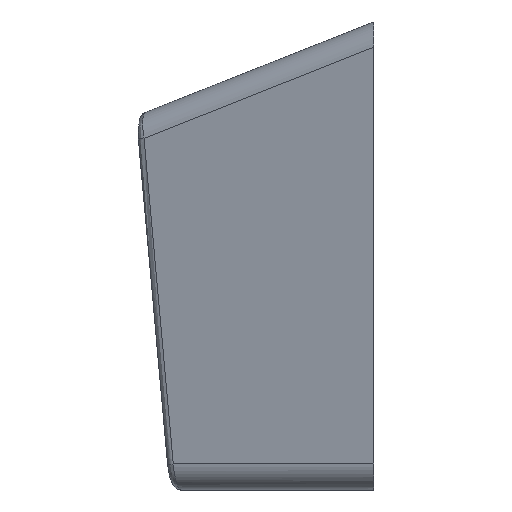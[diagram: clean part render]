
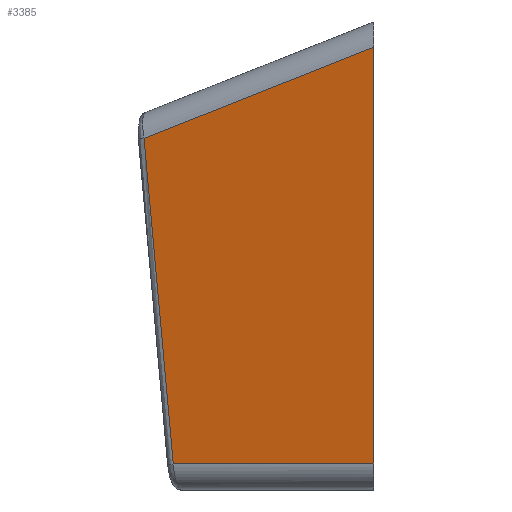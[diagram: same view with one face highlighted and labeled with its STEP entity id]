
A CAD part, left-side view. The second image highlights one B-rep face of the part: STEP entity #3385.
In plain terms, the highlighted planar face has unit normal (-0.964, 0.267, 0).
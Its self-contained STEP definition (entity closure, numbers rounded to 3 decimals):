
#1596 = PLANE('',#1597);
#1597 = AXIS2_PLACEMENT_3D('',#1598,#1599,#1600);
#1598 = CARTESIAN_POINT('',(0.,0.,0.));
#1599 = DIRECTION('',(0.,1.,0.));
#1600 = DIRECTION('',(0.,-0.,1.));
#1760 = VERTEX_POINT('',#1761);
#1761 = CARTESIAN_POINT('',(-9.26,7.718,
    -8.));
#1803 = CYLINDRICAL_SURFACE('',#1804,1.);
#1804 = AXIS2_PLACEMENT_3D('',#1805,#1806,#1807);
#1805 = CARTESIAN_POINT('',(-10.436,-0.267,-8.));
#1806 = DIRECTION('',(0.267,0.964,0.)
  );
#1807 = DIRECTION('',(-0.681,0.189,-0.707));
#1995 = B_SPLINE_SURFACE_WITH_KNOTS('',3,3,(
    (#1996,#1997,#1998,#1999)
    ,(#2000,#2001,#2002,#2003)
    ,(#2004,#2005,#2006,#2007)
    ,(#2008,#2009,#2010,#2011)
    ,(#2012,#2013,#2014,#2015
  )),.UNSPECIFIED.,.F.,.F.,.F.,(4,1,4),(4,4),(0.,0.5,1.),(0.105
    ,1.363),.UNSPECIFIED.);
#1996 = CARTESIAN_POINT('',(-8.573,9.048,
    4.501));
#1997 = CARTESIAN_POINT('',(-8.676,8.673,
    0.324));
#1998 = CARTESIAN_POINT('',(-8.778,8.298,
    -3.852));
#1999 = CARTESIAN_POINT('',(-8.881,7.922,
    -8.028));
#2000 = CARTESIAN_POINT('',(-8.649,9.071,4.5
    ));
#2001 = CARTESIAN_POINT('',(-8.752,8.696,0.324
    ));
#2002 = CARTESIAN_POINT('',(-8.855,8.321,
    -3.852));
#2003 = CARTESIAN_POINT('',(-8.958,7.947,
    -8.028));
#2004 = CARTESIAN_POINT('',(-8.821,9.053,
    4.506));
#2005 = CARTESIAN_POINT('',(-8.924,8.679,0.33
    ));
#2006 = CARTESIAN_POINT('',(-9.027,8.304,
    -3.846));
#2007 = CARTESIAN_POINT('',(-9.131,7.93,
    -8.022));
#2008 = CARTESIAN_POINT('',(-8.928,8.919,4.521
    ));
#2009 = CARTESIAN_POINT('',(-9.031,8.544,
    0.345));
#2010 = CARTESIAN_POINT('',(-9.135,8.169,
    -3.831));
#2011 = CARTESIAN_POINT('',(-9.239,7.795,
    -8.007));
#2012 = CARTESIAN_POINT('',(-8.949,8.842,4.528
    ));
#2013 = CARTESIAN_POINT('',(-9.053,8.467,
    0.352));
#2014 = CARTESIAN_POINT('',(-9.157,8.093,
    -3.824));
#2015 = CARTESIAN_POINT('',(-9.26,7.718,-8.
    ));
#2028 = VERTEX_POINT('',#2029);
#2029 = CARTESIAN_POINT('',(-11.4,0.,-8.));
#2073 = EDGE_CURVE('',#2028,#1760,#2074,.T.);
#2074 = SURFACE_CURVE('',#2075,(#2079,#2086),.PCURVE_S1.);
#2075 = LINE('',#2076,#2077);
#2076 = CARTESIAN_POINT('',(-11.4,0.,-8.));
#2077 = VECTOR('',#2078,1.);
#2078 = DIRECTION('',(0.267,0.964,0.)
  );
#2079 = PCURVE('',#1803,#2080);
#2080 = DEFINITIONAL_REPRESENTATION('',(#2081),#2085);
#2081 = LINE('',#2082,#2083);
#2082 = CARTESIAN_POINT('',(0.785,0.));
#2083 = VECTOR('',#2084,1.);
#2084 = DIRECTION('',(0.,1.));
#2085 = ( GEOMETRIC_REPRESENTATION_CONTEXT(2) 
PARAMETRIC_REPRESENTATION_CONTEXT() REPRESENTATION_CONTEXT('2D SPACE',''
  ) );
#2086 = PCURVE('',#2087,#2092);
#2087 = PLANE('',#2088);
#2088 = AXIS2_PLACEMENT_3D('',#2089,#2090,#2091);
#2089 = CARTESIAN_POINT('',(-11.4,0.,9.));
#2090 = DIRECTION('',(0.964,-0.267,0.));
#2091 = DIRECTION('',(0.,0.,-1.));
#2092 = DEFINITIONAL_REPRESENTATION('',(#2093),#2097);
#2093 = LINE('',#2094,#2095);
#2094 = CARTESIAN_POINT('',(17.,0.));
#2095 = VECTOR('',#2096,1.);
#2096 = DIRECTION('',(0.,1.));
#2097 = ( GEOMETRIC_REPRESENTATION_CONTEXT(2) 
PARAMETRIC_REPRESENTATION_CONTEXT() REPRESENTATION_CONTEXT('2D SPACE',''
  ) );
#2955 = VERTEX_POINT('',#2956);
#2956 = CARTESIAN_POINT('',(-8.949,8.842,4.528
    ));
#2975 = CYLINDRICAL_SURFACE('',#2976,1.);
#2976 = AXIS2_PLACEMENT_3D('',#2977,#2978,#2979);
#2977 = CARTESIAN_POINT('',(-9.812,1.983,7.139)
  );
#2978 = DIRECTION('',(0.25,0.9,-0.357));
#2979 = DIRECTION('',(-0.65,0.429,0.627));
#3054 = VERTEX_POINT('',#3055);
#3055 = CARTESIAN_POINT('',(-11.4,0.,8.03));
#3128 = EDGE_CURVE('',#2955,#3054,#3129,.T.);
#3129 = SURFACE_CURVE('',#3130,(#3134,#3141),.PCURVE_S1.);
#3130 = LINE('',#3131,#3132);
#3131 = CARTESIAN_POINT('',(-10.776,2.25,
    7.139));
#3132 = VECTOR('',#3133,1.);
#3133 = DIRECTION('',(-0.25,-0.9,0.357));
#3134 = PCURVE('',#2975,#3135);
#3135 = DEFINITIONAL_REPRESENTATION('',(#3136),#3140);
#3136 = LINE('',#3137,#3138);
#3137 = CARTESIAN_POINT('',(5.547,0.));
#3138 = VECTOR('',#3139,1.);
#3139 = DIRECTION('',(0.,-1.));
#3140 = ( GEOMETRIC_REPRESENTATION_CONTEXT(2) 
PARAMETRIC_REPRESENTATION_CONTEXT() REPRESENTATION_CONTEXT('2D SPACE',''
  ) );
#3141 = PCURVE('',#2087,#3142);
#3142 = DEFINITIONAL_REPRESENTATION('',(#3143),#3147);
#3143 = LINE('',#3144,#3145);
#3144 = CARTESIAN_POINT('',(1.861,2.335));
#3145 = VECTOR('',#3146,1.);
#3146 = DIRECTION('',(-0.357,-0.934));
#3147 = ( GEOMETRIC_REPRESENTATION_CONTEXT(2) 
PARAMETRIC_REPRESENTATION_CONTEXT() REPRESENTATION_CONTEXT('2D SPACE',''
  ) );
#3154 = EDGE_CURVE('',#1760,#2955,#3155,.T.);
#3155 = SURFACE_CURVE('',#3156,(#3161,#3168),.PCURVE_S1.);
#3156 = B_SPLINE_CURVE_WITH_KNOTS('',3,(#3157,#3158,#3159,#3160),
  .UNSPECIFIED.,.F.,.F.,(4,4),(-1.363,-0.105),
  .PIECEWISE_BEZIER_KNOTS.);
#3157 = CARTESIAN_POINT('',(-9.26,7.718,-8.
    ));
#3158 = CARTESIAN_POINT('',(-9.157,8.093,
    -3.824));
#3159 = CARTESIAN_POINT('',(-9.053,8.467,
    0.352));
#3160 = CARTESIAN_POINT('',(-8.949,8.842,4.528
    ));
#3161 = PCURVE('',#1995,#3162);
#3162 = DEFINITIONAL_REPRESENTATION('',(#3163),#3167);
#3163 = LINE('',#3164,#3165);
#3164 = CARTESIAN_POINT('',(1.,0.));
#3165 = VECTOR('',#3166,1.);
#3166 = DIRECTION('',(0.,-1.));
#3167 = ( GEOMETRIC_REPRESENTATION_CONTEXT(2) 
PARAMETRIC_REPRESENTATION_CONTEXT() REPRESENTATION_CONTEXT('2D SPACE',''
  ) );
#3168 = PCURVE('',#2087,#3169);
#3169 = DEFINITIONAL_REPRESENTATION('',(#3170),#3175);
#3170 = B_SPLINE_CURVE_WITH_KNOTS('',3,(#3171,#3172,#3173,#3174),
  .UNSPECIFIED.,.F.,.F.,(4,4),(-1.363,-0.105),
  .PIECEWISE_BEZIER_KNOTS.);
#3171 = CARTESIAN_POINT('',(17.,8.009));
#3172 = CARTESIAN_POINT('',(12.824,8.398));
#3173 = CARTESIAN_POINT('',(8.648,8.787));
#3174 = CARTESIAN_POINT('',(4.472,9.176));
#3175 = ( GEOMETRIC_REPRESENTATION_CONTEXT(2) 
PARAMETRIC_REPRESENTATION_CONTEXT() REPRESENTATION_CONTEXT('2D SPACE',''
  ) );
#3385 = ADVANCED_FACE('',(#3386),#2087,.F.);
#3386 = FACE_BOUND('',#3387,.T.);
#3387 = EDGE_LOOP('',(#3388,#3389,#3410,#3411));
#3388 = ORIENTED_EDGE('',*,*,#2073,.F.);
#3389 = ORIENTED_EDGE('',*,*,#3390,.F.);
#3390 = EDGE_CURVE('',#3054,#2028,#3391,.T.);
#3391 = SURFACE_CURVE('',#3392,(#3396,#3403),.PCURVE_S1.);
#3392 = LINE('',#3393,#3394);
#3393 = CARTESIAN_POINT('',(-11.4,0.,9.));
#3394 = VECTOR('',#3395,1.);
#3395 = DIRECTION('',(0.,0.,-1.));
#3396 = PCURVE('',#2087,#3397);
#3397 = DEFINITIONAL_REPRESENTATION('',(#3398),#3402);
#3398 = LINE('',#3399,#3400);
#3399 = CARTESIAN_POINT('',(0.,0.));
#3400 = VECTOR('',#3401,1.);
#3401 = DIRECTION('',(1.,0.));
#3402 = ( GEOMETRIC_REPRESENTATION_CONTEXT(2) 
PARAMETRIC_REPRESENTATION_CONTEXT() REPRESENTATION_CONTEXT('2D SPACE',''
  ) );
#3403 = PCURVE('',#1596,#3404);
#3404 = DEFINITIONAL_REPRESENTATION('',(#3405),#3409);
#3405 = LINE('',#3406,#3407);
#3406 = CARTESIAN_POINT('',(9.,-11.4));
#3407 = VECTOR('',#3408,1.);
#3408 = DIRECTION('',(-1.,0.));
#3409 = ( GEOMETRIC_REPRESENTATION_CONTEXT(2) 
PARAMETRIC_REPRESENTATION_CONTEXT() REPRESENTATION_CONTEXT('2D SPACE',''
  ) );
#3410 = ORIENTED_EDGE('',*,*,#3128,.F.);
#3411 = ORIENTED_EDGE('',*,*,#3154,.F.);
